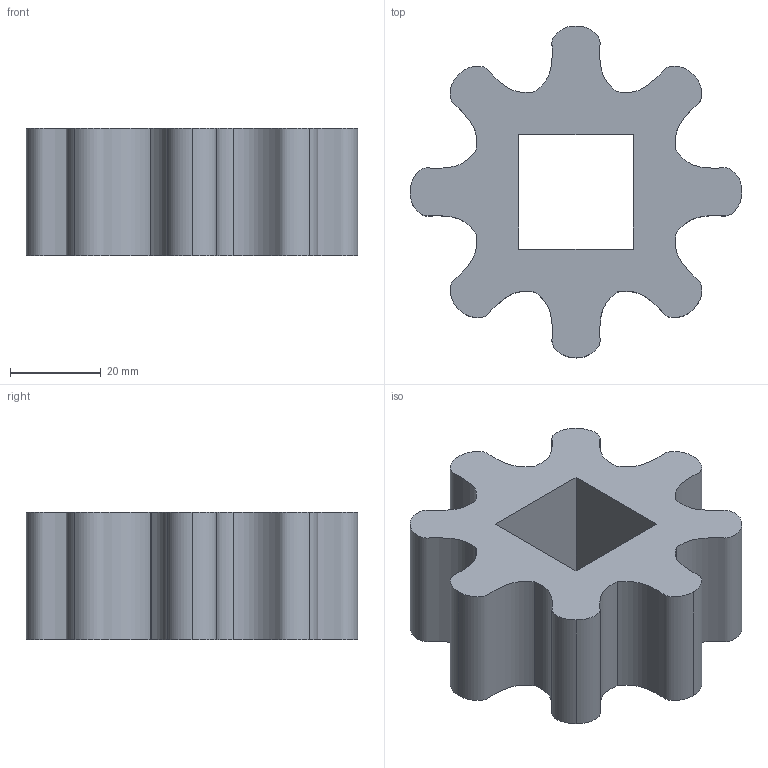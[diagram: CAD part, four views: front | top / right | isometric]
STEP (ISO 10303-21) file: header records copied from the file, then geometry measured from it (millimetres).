
FILE_DESCRIPTION(/* description */ (''),/* implementation_level */ '2;1');
FILE_NAME(/* name */ 'laminoir centre 252',/* time_stamp */ '2017-11-03T17:38:52+01:00',/* author */ (''),/* organization */ (''),/* preprocessor_version */ 'ST-DEVELOPER v15',/* originating_system */ '',/* authorisation */ '');
FILE_SCHEMA (('AUTOMOTIVE_DESIGN'));
Length unit declared in the file: millimetre
Products named in the file (1): Document
Bounding box: 73.11 x 73.11 x 28 mm (x, y, z)
Volume: 63806.1 mm3; surface area: 15937.8 mm2
Topology: 1 solids, 1 shells, 31 faces, 87 edges, 58 vertices
Faces by surface type: bspline 25, plane 6
Entity records: 2448 total; most frequent: CARTESIAN_POINT 1968, ORIENTED_EDGE 174, EDGE_CURVE 87, VERTEX_POINT 58, EDGE_LOOP 33, ADVANCED_FACE 31, FACE_OUTER_BOUND 31, B_SPLINE_CURVE_WITH_KNOTS 12
